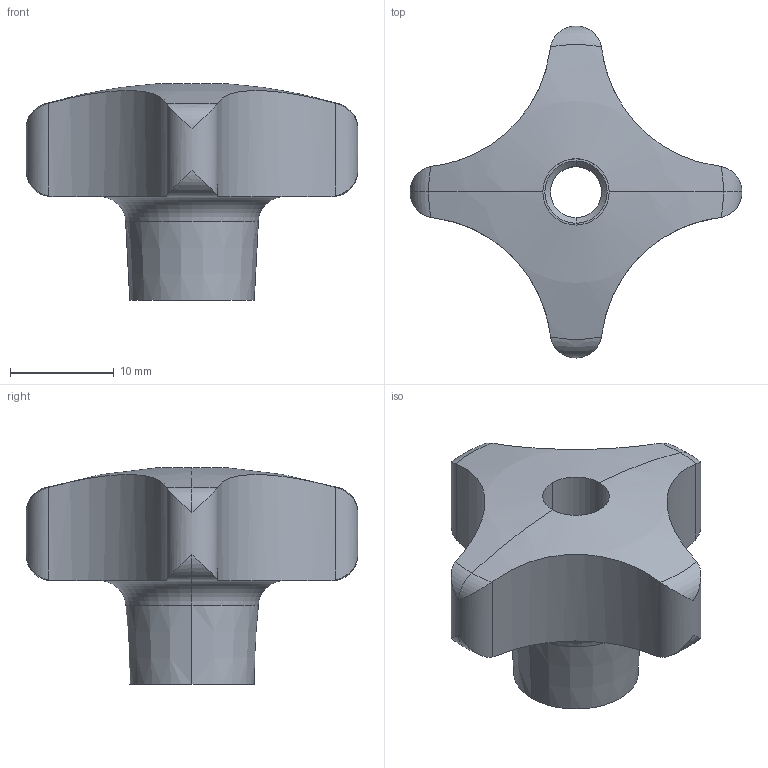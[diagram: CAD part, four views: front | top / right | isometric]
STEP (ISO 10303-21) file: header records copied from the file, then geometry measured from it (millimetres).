
FILE_DESCRIPTION(('STEP AP214'),'1');
FILE_NAME(' ',' ',('TraceParts'),('TraceParts S.A.'),'XStep 1.0',' ',' ');
FILE_SCHEMA(('automotive_design'));
Length unit declared in the file: millimetre
Products named in the file (1): 1
Bounding box: 32 x 32 x 20.9 mm (x, y, z)
Volume: 4976.2 mm3; surface area: 2405.7 mm2
Topology: 1 solids, 1 shells, 40 faces, 110 edges, 72 vertices
Faces by surface type: torus 14, cylinder 12, cone 6, plane 6, sphere 2
Entity records: 2832 total; most frequent: CARTESIAN_POINT 583, STYLED_ITEM 223, PRESENTATION_STYLE_ASSIGNMENT 223, COLOUR_RGB 223, ORIENTED_EDGE 220, DIRECTION 204, EDGE_CURVE 110, CURVE_STYLE 110
